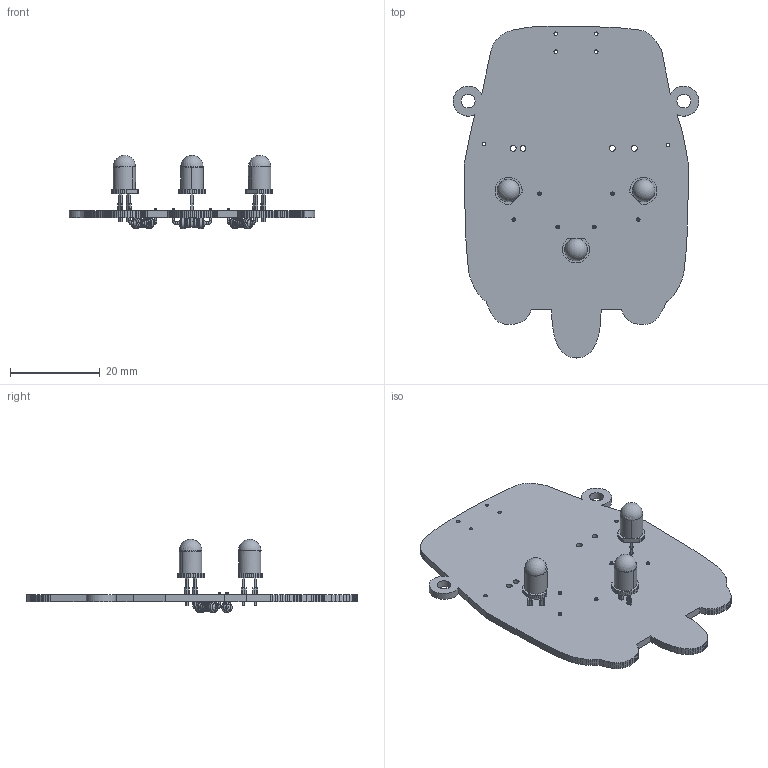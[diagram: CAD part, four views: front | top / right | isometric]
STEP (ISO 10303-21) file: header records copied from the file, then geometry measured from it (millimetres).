
FILE_DESCRIPTION(('FreeCAD Model'),'2;1');
FILE_NAME('makerauto1.step', '2016-08-14T00:12:29',('Author'),(''), 'Open CASCADE STEP processor 6.8','FreeCAD','Unknown');
FILE_SCHEMA(('AUTOMOTIVE_DESIGN_CC2 { 1 2 10303 214 -1 1 5 4 }'));
Length unit declared in the file: millimetre
Products named in the file (8): ASSEMBLY; Pcb; Fusion_; Fusion_001; Fusion_002; Clone_of_User_Library-Res40-Axial_Short_0.25W-10R_; Clone_of_User_Library-Res40-Axial_Short_0.25W-10R_001; Clone_of_User_Library-Res40-Axial_Short_0.25W-10R_002
Assembly tree (7 placements, depth 2):
  ASSEMBLY
    Pcb
    Fusion_
    Fusion_001
    Fusion_002
    Clone_of_User_Library-Res40-Axial_Short_0.25W-10R_
    Clone_of_User_Library-Res40-Axial_Short_0.25W-10R_001
    Clone_of_User_Library-Res40-Axial_Short_0.25W-10R_002
Bounding box: 54.7 x 73.93 x 16.31 mm (x, y, z)
Volume: 5391.3 mm3; surface area: 7345.9 mm2
Topology: 7 solids, 7 shells, 632 faces, 1581 edges, 978 vertices
Faces by surface type: plane 420, bspline 174, cylinder 32, sphere 6
Full cylindrical faces by diameter (mm): 0.8 x18, 1.3 x4, 3.048 x2
Entity records: 45833 total; most frequent: CARTESIAN_POINT 13714, DIRECTION 4553, LINE 3436, VECTOR 3436, ORIENTED_EDGE 3144, PCURVE 3144, DEFINITIONAL_REPRESENTATION 3144, EDGE_CURVE 1572
